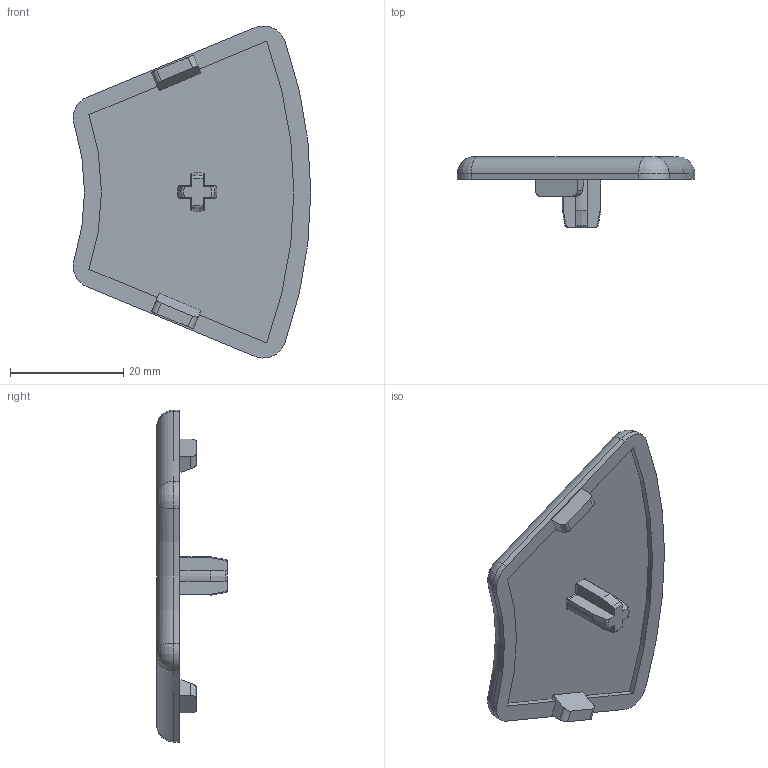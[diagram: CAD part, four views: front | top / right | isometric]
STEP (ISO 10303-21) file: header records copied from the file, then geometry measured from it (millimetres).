
FILE_DESCRIPTION(('FreeCAD Model'),'2;1');
FILE_NAME('Open CASCADE Shape Model','2026-02-10T09:07:10',(''),(''), 'Open CASCADE STEP processor 7.6','FreeCAD','Unknown');
FILE_SCHEMA(('AUTOMOTIVE_DESIGN { 1 0 10303 214 1 1 1 1 }'));
Length unit declared in the file: millimetre
Products named in the file (1): STI8-C408045
Bounding box: 41.99 x 12.5 x 58.68 mm (x, y, z)
Volume: 6115.1 mm3; surface area: 4683.4 mm2
Topology: 1 solids, 1 shells, 69 faces, 181 edges, 116 vertices
Faces by surface type: plane 28, cylinder 26, torus 7, cone 4, revolution 4
Entity records: 2219 total; most frequent: CARTESIAN_POINT 503, ORIENTED_EDGE 362, DIRECTION 344, EDGE_CURVE 181, AXIS2_PLACEMENT_3D 121, VERTEX_POINT 116, LINE 98, VECTOR 98
